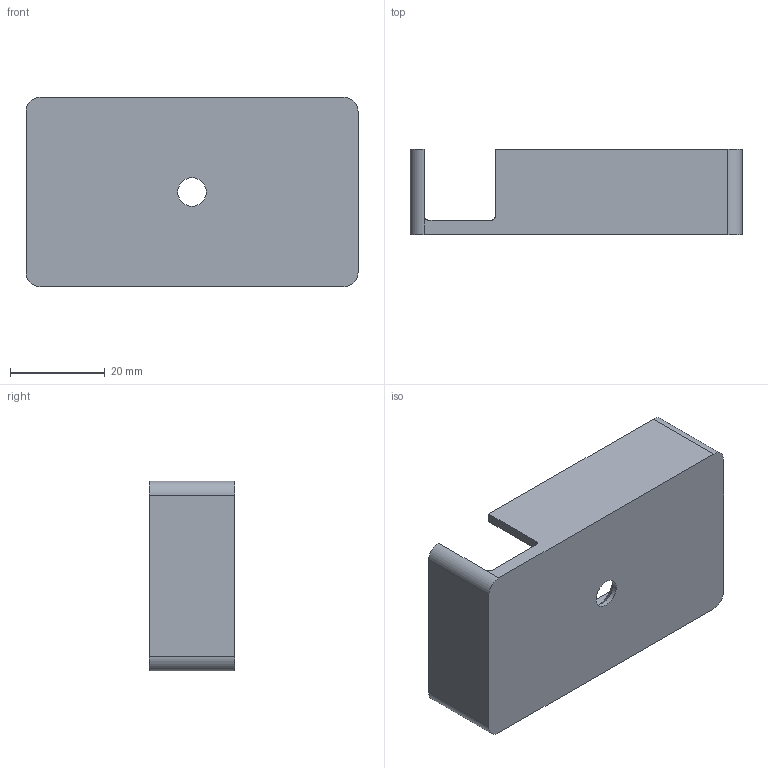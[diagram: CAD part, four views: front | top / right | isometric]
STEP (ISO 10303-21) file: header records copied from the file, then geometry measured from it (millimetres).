
FILE_DESCRIPTION(/* description */ (''),/* implementation_level */ '2;1');
FILE_NAME(/* name */ 'Sensor Case.step',/* time_stamp */ '2019-07-26T07:50:09+01:00',/* author */ (''),/* organization */ (''),/* preprocessor_version */ 'ST-DEVELOPER v18',/* originating_system */ 'Autodesk Translation Framework v8.2.0.1029',/* authorisation */ '');
FILE_SCHEMA (('AUTOMOTIVE_DESIGN { 1 0 10303 214 3 1 1 }'));
Length unit declared in the file: millimetre
Products named in the file (1): Sensor Case
Bounding box: 70 x 18 x 40 mm (x, y, z)
Volume: 13548.1 mm3; surface area: 11668.7 mm2
Topology: 1 solids, 1 shells, 31 faces, 86 edges, 56 vertices
Faces by surface type: plane 16, cylinder 14, cone 1
Full cylindrical faces by diameter (mm): 6 x2
Entity records: 1063 total; most frequent: CARTESIAN_POINT 204, DIRECTION 176, ORIENTED_EDGE 172, EDGE_CURVE 86, AXIS2_PLACEMENT_3D 60, LINE 56, VECTOR 56, VERTEX_POINT 56
